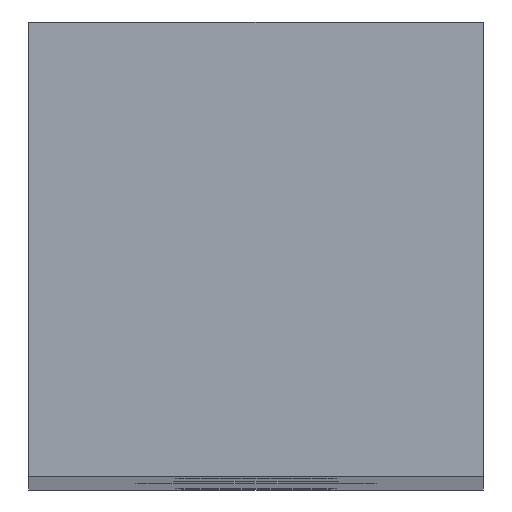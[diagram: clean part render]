
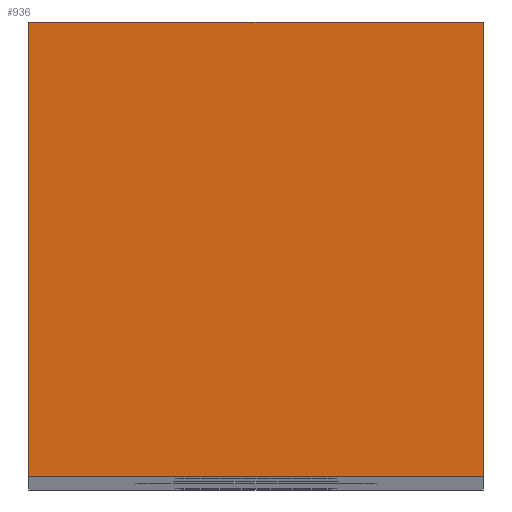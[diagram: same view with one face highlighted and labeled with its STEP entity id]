
A CAD part, top view. The second image highlights one B-rep face of the part: STEP entity #936.
In plain terms, the highlighted planar face has unit normal (0, 0, 1).
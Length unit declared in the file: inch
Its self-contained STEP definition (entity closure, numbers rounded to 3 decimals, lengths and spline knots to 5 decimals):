
#7 = VERTEX_POINT ( 'NONE', #974 ) ;
#17 = VERTEX_POINT ( 'NONE', #976 ) ;
#20 = VERTEX_POINT ( 'NONE', #990 ) ;
#29 = VERTEX_POINT ( 'NONE', #992 ) ;
#184 = EDGE_CURVE ( 'NONE', #7, #20, #722, .T. ) ;
#189 = EDGE_CURVE ( 'NONE', #20, #17, #751, .T. ) ;
#191 = EDGE_CURVE ( 'NONE', #29, #7, #423, .T. ) ;
#192 = EDGE_CURVE ( 'NONE', #17, #29, #431, .T. ) ;
#286 = AXIS2_PLACEMENT_3D ( 'NONE', #856, #860, #854 ) ;
#316 = DIRECTION ( 'NONE',  ( 0., 1., 0. ) ) ;
#322 = CARTESIAN_POINT ( 'NONE',  ( -0.25, 0.25, 4.33 ) ) ;
#330 = DIRECTION ( 'NONE',  ( 0., -1., 0. ) ) ;
#363 = CARTESIAN_POINT ( 'NONE',  ( -0.25, 0.25, 4.33 ) ) ;
#368 = CARTESIAN_POINT ( 'NONE',  ( 0.25, 0.25, 4.33 ) ) ;
#369 = DIRECTION ( 'NONE',  ( 1., 0., 0. ) ) ;
#380 = CARTESIAN_POINT ( 'NONE',  ( -0.25, -0.25, 4.33 ) ) ;
#388 = DIRECTION ( 'NONE',  ( -1., 0., 0. ) ) ;
#423 = LINE ( 'NONE', #368, #429 ) ;
#425 = EDGE_LOOP ( 'NONE', ( #689, #570, #581, #696 ) ) ;
#429 = VECTOR ( 'NONE', #316, 39.37008 ) ;
#431 = LINE ( 'NONE', #380, #730 ) ;
#570 = ORIENTED_EDGE ( 'NONE', *, *, #184, .T. ) ;
#581 = ORIENTED_EDGE ( 'NONE', *, *, #189, .T. ) ;
#598 = FACE_OUTER_BOUND ( 'NONE', #425, .T. ) ;
#689 = ORIENTED_EDGE ( 'NONE', *, *, #191, .T. ) ;
#696 = ORIENTED_EDGE ( 'NONE', *, *, #192, .T. ) ;
#708 = VECTOR ( 'NONE', #388, 39.37008 ) ;
#713 = VECTOR ( 'NONE', #330, 39.37008 ) ;
#722 = LINE ( 'NONE', #363, #708 ) ;
#730 = VECTOR ( 'NONE', #369, 39.37008 ) ;
#751 = LINE ( 'NONE', #322, #713 ) ;
#854 = DIRECTION ( 'NONE',  ( 1., 0., 0. ) ) ;
#856 = CARTESIAN_POINT ( 'NONE',  ( 0.25, -0.25, 4.33 ) ) ;
#860 = DIRECTION ( 'NONE',  ( 0., 0., 1. ) ) ;
#912 = PLANE ( 'NONE',  #286 ) ;
#936 = ADVANCED_FACE ( 'NONE', ( #598 ), #912, .T. ) ;
#974 = CARTESIAN_POINT ( 'NONE',  ( 0.25, 0.25, 4.33 ) ) ;
#976 = CARTESIAN_POINT ( 'NONE',  ( -0.25, -0.25, 4.33 ) ) ;
#990 = CARTESIAN_POINT ( 'NONE',  ( -0.25, 0.25, 4.33 ) ) ;
#992 = CARTESIAN_POINT ( 'NONE',  ( 0.25, -0.25, 4.33 ) ) ;
